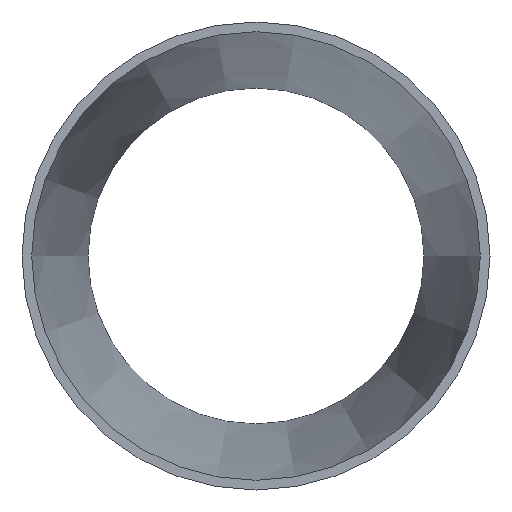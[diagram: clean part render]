
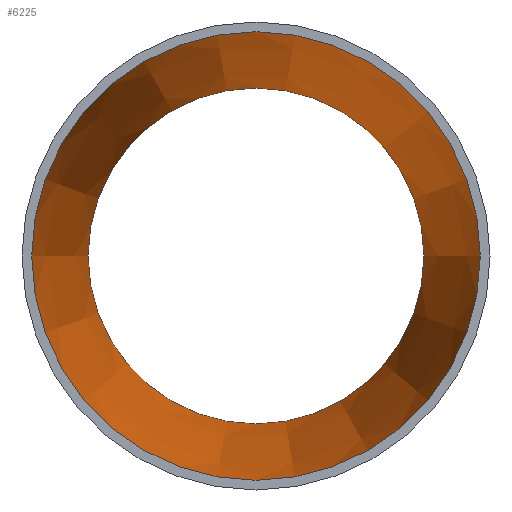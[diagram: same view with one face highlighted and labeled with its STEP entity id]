
A CAD part, left-side view. The second image highlights one B-rep face of the part: STEP entity #6225.
In plain terms, the highlighted conical face has half-angle 6.871 degrees and reference radius 42.57 mm.
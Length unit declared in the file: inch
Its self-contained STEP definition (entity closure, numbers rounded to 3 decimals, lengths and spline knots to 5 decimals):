
#97=FACE_BOUND('',#1118,.T.);
#744=FACE_OUTER_BOUND('',#1117,.T.);
#1117=EDGE_LOOP('',(#5824));
#1118=EDGE_LOOP('',(#5825));
#1236=CIRCLE('',#6573,1.435);
#1237=CIRCLE('',#6575,1.917);
#3056=VERTEX_POINT('',#13620);
#3057=VERTEX_POINT('',#13623);
#3981=EDGE_CURVE('',#3056,#3056,#1236,.T.);
#3982=EDGE_CURVE('',#3057,#3057,#1237,.T.);
#5824=ORIENTED_EDGE('',*,*,#3982,.F.);
#5825=ORIENTED_EDGE('',*,*,#3981,.T.);
#5863=CONICAL_SURFACE('',#6574,1.676,6.871);
#6225=ADVANCED_FACE('',(#744,#97),#5863,.F.);
#6573=AXIS2_PLACEMENT_3D('',#13621,#7707,#7708);
#6574=AXIS2_PLACEMENT_3D('',#13622,#7709,#7710);
#6575=AXIS2_PLACEMENT_3D('',#13624,#7711,#7712);
#7707=DIRECTION('center_axis',(1.,0.,0.));
#7708=DIRECTION('ref_axis',(0.,-1.,0.));
#7709=DIRECTION('center_axis',(-1.,0.,0.));
#7710=DIRECTION('ref_axis',(0.,-1.,0.));
#7711=DIRECTION('center_axis',(1.,0.,0.));
#7712=DIRECTION('ref_axis',(0.,-1.,0.));
#13620=CARTESIAN_POINT('',(4.,-1.435,0.));
#13621=CARTESIAN_POINT('Origin',(4.,0.,0.));
#13622=CARTESIAN_POINT('Origin',(2.,0.,0.));
#13623=CARTESIAN_POINT('',(0.,-1.917,0.));
#13624=CARTESIAN_POINT('Origin',(0.,0.,0.));
